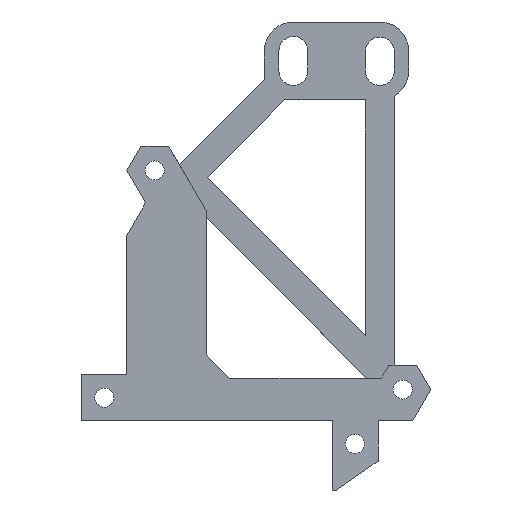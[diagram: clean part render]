
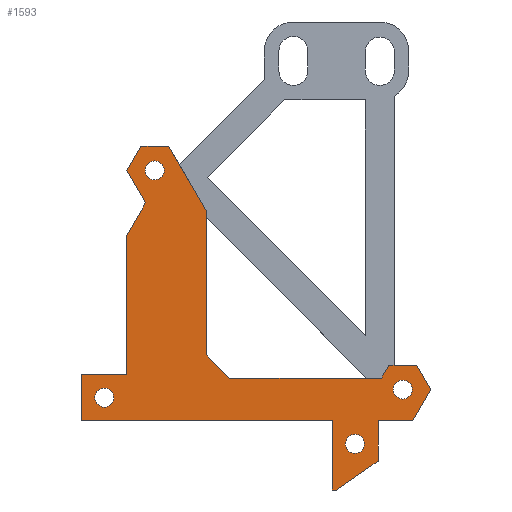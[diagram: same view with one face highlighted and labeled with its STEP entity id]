
A CAD part, left-side view. The second image highlights one B-rep face of the part: STEP entity #1593.
In plain terms, the highlighted planar face has unit normal (-1, 0, 0).
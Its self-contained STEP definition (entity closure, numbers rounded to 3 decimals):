
#40=FACE_BOUND('',#185,.T.);
#41=FACE_BOUND('',#186,.T.);
#42=FACE_BOUND('',#187,.T.);
#43=FACE_BOUND('',#188,.T.);
#62=CIRCLE('',#1730,1.65);
#63=CIRCLE('',#1731,1.65);
#64=CIRCLE('',#1732,1.65);
#65=CIRCLE('',#1733,1.65);
#96=FACE_OUTER_BOUND('',#184,.T.);
#184=EDGE_LOOP('',(#1180,#1181,#1182,#1183,#1184,#1185,#1186,#1187,#1188,
#1189,#1190,#1191,#1192,#1193,#1194,#1195,#1196,#1197,#1198,#1199,#1200));
#185=EDGE_LOOP('',(#1201));
#186=EDGE_LOOP('',(#1202));
#187=EDGE_LOOP('',(#1203));
#188=EDGE_LOOP('',(#1204));
#301=LINE('',#2336,#495);
#346=LINE('',#2426,#540);
#349=LINE('',#2431,#543);
#351=LINE('',#2435,#545);
#352=LINE('',#2437,#546);
#353=LINE('',#2439,#547);
#354=LINE('',#2441,#548);
#355=LINE('',#2443,#549);
#356=LINE('',#2445,#550);
#357=LINE('',#2447,#551);
#358=LINE('',#2449,#552);
#359=LINE('',#2451,#553);
#360=LINE('',#2453,#554);
#361=LINE('',#2455,#555);
#362=LINE('',#2457,#556);
#363=LINE('',#2459,#557);
#364=LINE('',#2461,#558);
#365=LINE('',#2463,#559);
#366=LINE('',#2464,#560);
#367=LINE('',#2466,#561);
#368=LINE('',#2467,#562);
#495=VECTOR('',#1925,10.);
#540=VECTOR('',#1974,10.);
#543=VECTOR('',#1979,10.);
#545=VECTOR('',#1983,10.);
#546=VECTOR('',#1984,10.);
#547=VECTOR('',#1985,10.);
#548=VECTOR('',#1986,10.);
#549=VECTOR('',#1987,10.);
#550=VECTOR('',#1988,10.);
#551=VECTOR('',#1989,10.);
#552=VECTOR('',#1990,10.);
#553=VECTOR('',#1991,10.);
#554=VECTOR('',#1992,10.);
#555=VECTOR('',#1993,10.);
#556=VECTOR('',#1994,10.);
#557=VECTOR('',#1995,10.);
#558=VECTOR('',#1996,10.);
#559=VECTOR('',#1997,10.);
#560=VECTOR('',#1998,10.);
#561=VECTOR('',#1999,10.);
#562=VECTOR('',#2000,10.);
#681=VERTEX_POINT('',#2333);
#682=VERTEX_POINT('',#2335);
#724=VERTEX_POINT('',#2424);
#725=VERTEX_POINT('',#2425);
#726=VERTEX_POINT('',#2430);
#727=VERTEX_POINT('',#2434);
#728=VERTEX_POINT('',#2436);
#729=VERTEX_POINT('',#2438);
#730=VERTEX_POINT('',#2440);
#731=VERTEX_POINT('',#2442);
#732=VERTEX_POINT('',#2444);
#733=VERTEX_POINT('',#2446);
#734=VERTEX_POINT('',#2448);
#735=VERTEX_POINT('',#2450);
#736=VERTEX_POINT('',#2452);
#737=VERTEX_POINT('',#2454);
#738=VERTEX_POINT('',#2456);
#739=VERTEX_POINT('',#2458);
#740=VERTEX_POINT('',#2460);
#741=VERTEX_POINT('',#2462);
#742=VERTEX_POINT('',#2465);
#743=VERTEX_POINT('',#2468);
#744=VERTEX_POINT('',#2470);
#745=VERTEX_POINT('',#2472);
#746=VERTEX_POINT('',#2474);
#847=EDGE_CURVE('',#681,#682,#301,.T.);
#892=EDGE_CURVE('',#724,#725,#346,.T.);
#895=EDGE_CURVE('',#725,#726,#349,.T.);
#897=EDGE_CURVE('',#727,#726,#351,.T.);
#898=EDGE_CURVE('',#728,#727,#352,.T.);
#899=EDGE_CURVE('',#729,#728,#353,.T.);
#900=EDGE_CURVE('',#730,#729,#354,.T.);
#901=EDGE_CURVE('',#731,#730,#355,.T.);
#902=EDGE_CURVE('',#732,#731,#356,.T.);
#903=EDGE_CURVE('',#733,#732,#357,.T.);
#904=EDGE_CURVE('',#734,#733,#358,.T.);
#905=EDGE_CURVE('',#735,#734,#359,.T.);
#906=EDGE_CURVE('',#736,#735,#360,.T.);
#907=EDGE_CURVE('',#737,#736,#361,.T.);
#908=EDGE_CURVE('',#738,#737,#362,.T.);
#909=EDGE_CURVE('',#739,#738,#363,.T.);
#910=EDGE_CURVE('',#740,#739,#364,.T.);
#911=EDGE_CURVE('',#741,#740,#365,.T.);
#912=EDGE_CURVE('',#682,#741,#366,.T.);
#913=EDGE_CURVE('',#742,#681,#367,.T.);
#914=EDGE_CURVE('',#724,#742,#368,.T.);
#915=EDGE_CURVE('',#743,#743,#62,.T.);
#916=EDGE_CURVE('',#744,#744,#63,.T.);
#917=EDGE_CURVE('',#745,#745,#64,.T.);
#918=EDGE_CURVE('',#746,#746,#65,.T.);
#1180=ORIENTED_EDGE('',*,*,#892,.T.);
#1181=ORIENTED_EDGE('',*,*,#895,.T.);
#1182=ORIENTED_EDGE('',*,*,#897,.F.);
#1183=ORIENTED_EDGE('',*,*,#898,.F.);
#1184=ORIENTED_EDGE('',*,*,#899,.F.);
#1185=ORIENTED_EDGE('',*,*,#900,.F.);
#1186=ORIENTED_EDGE('',*,*,#901,.F.);
#1187=ORIENTED_EDGE('',*,*,#902,.F.);
#1188=ORIENTED_EDGE('',*,*,#903,.F.);
#1189=ORIENTED_EDGE('',*,*,#904,.F.);
#1190=ORIENTED_EDGE('',*,*,#905,.F.);
#1191=ORIENTED_EDGE('',*,*,#906,.F.);
#1192=ORIENTED_EDGE('',*,*,#907,.F.);
#1193=ORIENTED_EDGE('',*,*,#908,.F.);
#1194=ORIENTED_EDGE('',*,*,#909,.F.);
#1195=ORIENTED_EDGE('',*,*,#910,.F.);
#1196=ORIENTED_EDGE('',*,*,#911,.F.);
#1197=ORIENTED_EDGE('',*,*,#912,.F.);
#1198=ORIENTED_EDGE('',*,*,#847,.F.);
#1199=ORIENTED_EDGE('',*,*,#913,.F.);
#1200=ORIENTED_EDGE('',*,*,#914,.F.);
#1201=ORIENTED_EDGE('',*,*,#915,.F.);
#1202=ORIENTED_EDGE('',*,*,#916,.F.);
#1203=ORIENTED_EDGE('',*,*,#917,.F.);
#1204=ORIENTED_EDGE('',*,*,#918,.F.);
#1442=PLANE('',#1729);
#1593=ADVANCED_FACE('',(#96,#40,#41,#42,#43),#1442,.T.);
#1729=AXIS2_PLACEMENT_3D('',#2433,#1981,#1982);
#1730=AXIS2_PLACEMENT_3D('',#2469,#2001,#2002);
#1731=AXIS2_PLACEMENT_3D('',#2471,#2003,#2004);
#1732=AXIS2_PLACEMENT_3D('',#2473,#2005,#2006);
#1733=AXIS2_PLACEMENT_3D('',#2475,#2007,#2008);
#1925=DIRECTION('',(0.,-0.5,-0.866));
#1974=DIRECTION('',(0.,-0.5,-0.866));
#1979=DIRECTION('',(0.,0.5,-0.866));
#1981=DIRECTION('center_axis',(-1.,0.,0.));
#1982=DIRECTION('ref_axis',(0.,0.,1.));
#1983=DIRECTION('',(0.,0.,1.));
#1984=DIRECTION('',(0.,-1.,0.));
#1985=DIRECTION('',(0.,0.,1.));
#1986=DIRECTION('',(0.,1.,0.));
#1987=DIRECTION('',(0.,0.,1.));
#1988=DIRECTION('',(0.,1.,0.));
#1989=DIRECTION('',(0.,0.819,-0.574));
#1990=DIRECTION('',(0.,0.,-1.));
#1991=DIRECTION('',(0.,1.,0.));
#1992=DIRECTION('',(0.,0.5,-0.866));
#1993=DIRECTION('',(0.,-0.5,-0.866));
#1994=DIRECTION('',(0.,-1.,0.));
#1995=DIRECTION('',(0.,-0.5,0.866));
#1996=DIRECTION('',(0.,-1.,0.));
#1997=DIRECTION('',(0.,-0.707,-0.707));
#1998=DIRECTION('',(0.,0.,-1.));
#1999=DIRECTION('',(0.,-1.,0.));
#2000=DIRECTION('',(0.,-0.5,0.866));
#2001=DIRECTION('center_axis',(-1.,0.,0.));
#2002=DIRECTION('ref_axis',(0.,1.,0.));
#2003=DIRECTION('center_axis',(-1.,0.,0.));
#2004=DIRECTION('ref_axis',(0.,1.,0.));
#2005=DIRECTION('center_axis',(-1.,0.,0.));
#2006=DIRECTION('ref_axis',(0.,1.,0.));
#2007=DIRECTION('center_axis',(-1.,0.,0.));
#2008=DIRECTION('ref_axis',(0.,1.,0.));
#2333=CARTESIAN_POINT('',(-24.5,3.075,8.482));
#2335=CARTESIAN_POINT('',(-24.5,-3.5,-2.906));
#2336=CARTESIAN_POINT('',(-24.5,-8.555,-11.662));
#2424=CARTESIAN_POINT('',(-24.5,10.35,4.282));
#2425=CARTESIAN_POINT('',(-24.5,7.093,-1.359));
#2426=CARTESIAN_POINT('',(-24.5,0.379,-12.988));
#2430=CARTESIAN_POINT('',(-24.5,10.35,-7.));
#2431=CARTESIAN_POINT('',(-24.5,10.65,-7.519));
#2433=CARTESIAN_POINT('Origin',(-24.5,-12.05,-21.318));
#2434=CARTESIAN_POINT('',(-24.5,10.35,-31.118));
#2435=CARTESIAN_POINT('',(-24.5,10.35,-8.518));
#2436=CARTESIAN_POINT('',(-24.5,18.25,-31.118));
#2437=CARTESIAN_POINT('',(-24.5,-0.85,-31.118));
#2438=CARTESIAN_POINT('',(-24.5,18.25,-39.118));
#2439=CARTESIAN_POINT('',(-24.5,18.25,-26.218));
#2440=CARTESIAN_POINT('',(-24.5,-25.3,-39.118));
#2441=CARTESIAN_POINT('',(-24.5,3.1,-39.118));
#2442=CARTESIAN_POINT('',(-24.5,-25.3,-51.118));
#2443=CARTESIAN_POINT('',(-24.5,-25.3,-30.218));
#2444=CARTESIAN_POINT('',(-24.5,-26.059,-51.118));
#2445=CARTESIAN_POINT('',(-24.5,-18.675,-51.118));
#2446=CARTESIAN_POINT('',(-24.5,-33.2,-46.118));
#2447=CARTESIAN_POINT('',(-24.5,-28.36,-49.507));
#2448=CARTESIAN_POINT('',(-24.5,-33.2,-39.118));
#2449=CARTESIAN_POINT('',(-24.5,-33.2,-33.718));
#2450=CARTESIAN_POINT('',(-24.5,-39.232,-39.118));
#2451=CARTESIAN_POINT('',(-24.5,-22.625,-39.118));
#2452=CARTESIAN_POINT('',(-24.5,-42.35,-33.718));
#2453=CARTESIAN_POINT('',(-24.5,-39.688,-38.328));
#2454=CARTESIAN_POINT('',(-24.5,-39.925,-29.518));
#2455=CARTESIAN_POINT('',(-24.5,-35.878,-22.508));
#2456=CARTESIAN_POINT('',(-24.5,-35.075,-29.518));
#2457=CARTESIAN_POINT('',(-24.5,-25.987,-29.518));
#2458=CARTESIAN_POINT('',(-24.5,-33.805,-31.718));
#2459=CARTESIAN_POINT('',(-24.5,-33.972,-31.428));
#2460=CARTESIAN_POINT('',(-24.5,-7.5,-31.718));
#2461=CARTESIAN_POINT('',(-24.5,-22.927,-31.718));
#2462=CARTESIAN_POINT('',(-24.5,-3.5,-27.718));
#2463=CARTESIAN_POINT('',(-24.5,-6.037,-30.255));
#2464=CARTESIAN_POINT('',(-24.5,-3.5,-24.518));
#2465=CARTESIAN_POINT('',(-24.5,7.925,8.482));
#2466=CARTESIAN_POINT('',(-24.5,-4.487,8.482));
#2467=CARTESIAN_POINT('',(-24.5,11.88,1.632));
#2468=CARTESIAN_POINT('',(-24.5,-30.85,-43.118));
#2469=CARTESIAN_POINT('Origin',(-24.5,-29.2,-43.118));
#2470=CARTESIAN_POINT('',(-24.5,12.6,-35.118));
#2471=CARTESIAN_POINT('Origin',(-24.5,14.25,-35.118));
#2472=CARTESIAN_POINT('',(-24.5,-39.15,-33.718));
#2473=CARTESIAN_POINT('Origin',(-24.5,-37.5,-33.718));
#2474=CARTESIAN_POINT('',(-24.5,3.85,4.282));
#2475=CARTESIAN_POINT('Origin',(-24.5,5.5,4.282));
